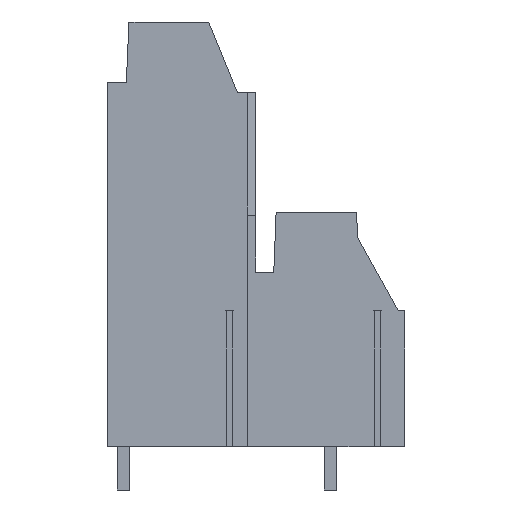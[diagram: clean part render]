
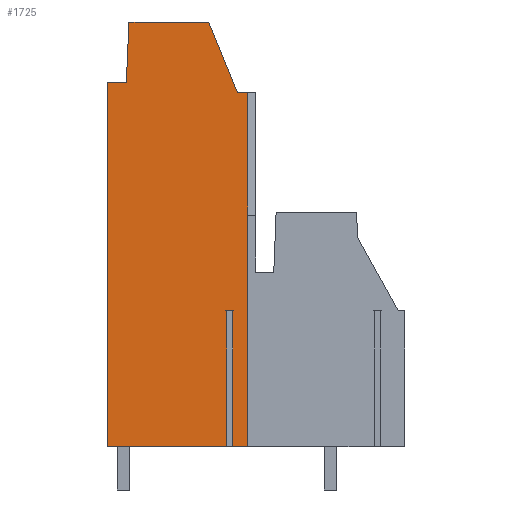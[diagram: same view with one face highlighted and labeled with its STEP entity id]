
A CAD part, left-side view. The second image highlights one B-rep face of the part: STEP entity #1725.
In plain terms, the highlighted planar face has unit normal (-1, 0, 0).
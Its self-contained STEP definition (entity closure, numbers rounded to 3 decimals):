
#1659=AXIS2_PLACEMENT_3D('Plane Axis2P3D',#1656,#1657,#1658) ;
#859=CARTESIAN_POINT('Line Origine',(0.,12.12,3.2)) ;
#863=CARTESIAN_POINT('Vertex',(0.,11.574,3.2)) ;
#865=CARTESIAN_POINT('Vertex',(0.,12.665,3.2)) ;
#914=CARTESIAN_POINT('Vertex',(0.,13.115,3.2)) ;
#917=CARTESIAN_POINT('Line Origine',(0.,17.528,3.2)) ;
#921=CARTESIAN_POINT('Vertex',(0.,21.94,3.2)) ;
#1430=CARTESIAN_POINT('Vertex',(0.,11.574,29.26)) ;
#1433=CARTESIAN_POINT('Line Origine',(0.,11.574,16.23)) ;
#1639=CARTESIAN_POINT('Vertex',(0.,12.337,29.26)) ;
#1642=CARTESIAN_POINT('Line Origine',(0.,11.956,29.26)) ;
#1656=CARTESIAN_POINT('Axis2P3D Location',(0.,11.,17.2)) ;
#1662=CARTESIAN_POINT('Control Point',(0.,20.328,34.47)) ;
#1663=CARTESIAN_POINT('Control Point',(0.,20.521,30.05)) ;
#1664=CARTESIAN_POINT('Vertex',(0.,20.328,34.47)) ;
#1666=CARTESIAN_POINT('Vertex',(0.,20.521,30.05)) ;
#1669=CARTESIAN_POINT('Line Origine',(0.,16.853,30.05)) ;
#1673=CARTESIAN_POINT('Vertex',(0.,21.94,30.05)) ;
#1676=CARTESIAN_POINT('Line Origine',(0.,21.94,34.47)) ;
#1681=CARTESIAN_POINT('Line Origine',(0.,13.115,34.47)) ;
#1685=CARTESIAN_POINT('Vertex',(0.,13.115,13.2)) ;
#1688=CARTESIAN_POINT('Line Origine',(0.,16.853,13.2)) ;
#1692=CARTESIAN_POINT('Vertex',(0.,12.665,13.2)) ;
#1695=CARTESIAN_POINT('Line Origine',(0.,12.665,34.47)) ;
#1701=CARTESIAN_POINT('Control Point',(0.,12.337,29.26)) ;
#1702=CARTESIAN_POINT('Control Point',(0.,14.449,34.47)) ;
#1703=CARTESIAN_POINT('Vertex',(0.,14.449,34.47)) ;
#1706=CARTESIAN_POINT('Line Origine',(0.,16.853,34.47)) ;
#860=DIRECTION('Vector Direction',(0.,1.,0.)) ;
#918=DIRECTION('Vector Direction',(0.,1.,0.)) ;
#1434=DIRECTION('Vector Direction',(0.,0.,-1.)) ;
#1643=DIRECTION('Vector Direction',(0.,1.,0.)) ;
#1657=DIRECTION('Axis2P3D Direction',(1.,0.,0.)) ;
#1658=DIRECTION('Axis2P3D XDirection',(0.,1.,0.)) ;
#1670=DIRECTION('Vector Direction',(0.,1.,0.)) ;
#1677=DIRECTION('Vector Direction',(0.,0.,1.)) ;
#1682=DIRECTION('Vector Direction',(0.,0.,1.)) ;
#1689=DIRECTION('Vector Direction',(0.,1.,0.)) ;
#1696=DIRECTION('Vector Direction',(0.,0.,1.)) ;
#1707=DIRECTION('Vector Direction',(0.,1.,0.)) ;
#861=VECTOR('Line Direction',#860,1.) ;
#919=VECTOR('Line Direction',#918,1.) ;
#1435=VECTOR('Line Direction',#1434,1.) ;
#1644=VECTOR('Line Direction',#1643,1.) ;
#1671=VECTOR('Line Direction',#1670,1.) ;
#1678=VECTOR('Line Direction',#1677,1.) ;
#1683=VECTOR('Line Direction',#1682,1.) ;
#1690=VECTOR('Line Direction',#1689,1.) ;
#1697=VECTOR('Line Direction',#1696,1.) ;
#1708=VECTOR('Line Direction',#1707,1.) ;
#1712=ORIENTED_EDGE('',*,*,#1668,.T.) ;
#1713=ORIENTED_EDGE('',*,*,#1675,.T.) ;
#1714=ORIENTED_EDGE('',*,*,#1680,.T.) ;
#1715=ORIENTED_EDGE('',*,*,#923,.F.) ;
#1716=ORIENTED_EDGE('',*,*,#1687,.T.) ;
#1717=ORIENTED_EDGE('',*,*,#1694,.T.) ;
#1718=ORIENTED_EDGE('',*,*,#1699,.F.) ;
#1719=ORIENTED_EDGE('',*,*,#867,.F.) ;
#1720=ORIENTED_EDGE('',*,*,#1437,.F.) ;
#1721=ORIENTED_EDGE('',*,*,#1646,.T.) ;
#1722=ORIENTED_EDGE('',*,*,#1705,.T.) ;
#1723=ORIENTED_EDGE('',*,*,#1710,.T.) ;
#1725=ADVANCED_FACE('housing',(#1724),#1660,.F.) ;
#1661=B_SPLINE_CURVE_WITH_KNOTS('',1,(#1662,#1663),.UNSPECIFIED.,.F.,.U.,(2,2),(-2.212,2.212),.UNSPECIFIED.) ;
#1700=B_SPLINE_CURVE_WITH_KNOTS('',1,(#1701,#1702),.UNSPECIFIED.,.F.,.U.,(2,2),(-2.811,2.811),.UNSPECIFIED.) ;
#867=EDGE_CURVE('',#864,#866,#862,.T.) ;
#923=EDGE_CURVE('',#915,#922,#920,.T.) ;
#1437=EDGE_CURVE('',#1431,#864,#1436,.T.) ;
#1646=EDGE_CURVE('',#1431,#1640,#1645,.T.) ;
#1668=EDGE_CURVE('',#1665,#1667,#1661,.T.) ;
#1675=EDGE_CURVE('',#1667,#1674,#1672,.T.) ;
#1680=EDGE_CURVE('',#1674,#922,#1679,.F.) ;
#1687=EDGE_CURVE('',#915,#1686,#1684,.T.) ;
#1694=EDGE_CURVE('',#1686,#1693,#1691,.F.) ;
#1699=EDGE_CURVE('',#866,#1693,#1698,.T.) ;
#1705=EDGE_CURVE('',#1640,#1704,#1700,.T.) ;
#1710=EDGE_CURVE('',#1704,#1665,#1709,.T.) ;
#1711=EDGE_LOOP('',(#1712,#1713,#1714,#1715,#1716,#1717,#1718,#1719,#1720,#1721,#1722,#1723)) ;
#1724=FACE_OUTER_BOUND('',#1711,.T.) ;
#862=LINE('Line',#859,#861) ;
#920=LINE('Line',#917,#919) ;
#1436=LINE('Line',#1433,#1435) ;
#1645=LINE('Line',#1642,#1644) ;
#1672=LINE('Line',#1669,#1671) ;
#1679=LINE('Line',#1676,#1678) ;
#1684=LINE('Line',#1681,#1683) ;
#1691=LINE('Line',#1688,#1690) ;
#1698=LINE('Line',#1695,#1697) ;
#1709=LINE('Line',#1706,#1708) ;
#1660=PLANE('',#1659) ;
#864=VERTEX_POINT('',#863) ;
#866=VERTEX_POINT('',#865) ;
#915=VERTEX_POINT('',#914) ;
#922=VERTEX_POINT('',#921) ;
#1431=VERTEX_POINT('',#1430) ;
#1640=VERTEX_POINT('',#1639) ;
#1665=VERTEX_POINT('',#1664) ;
#1667=VERTEX_POINT('',#1666) ;
#1674=VERTEX_POINT('',#1673) ;
#1686=VERTEX_POINT('',#1685) ;
#1693=VERTEX_POINT('',#1692) ;
#1704=VERTEX_POINT('',#1703) ;
